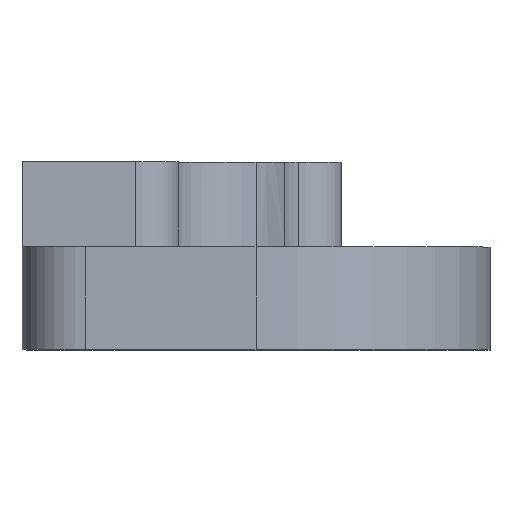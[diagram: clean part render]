
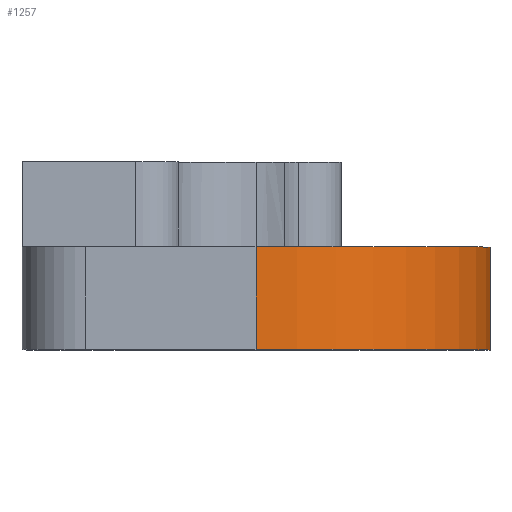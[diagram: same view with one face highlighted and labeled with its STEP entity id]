
A CAD part, top view. The second image highlights one B-rep face of the part: STEP entity #1257.
In plain terms, the highlighted cylindrical face has radius 11 mm (diameter 22 mm), a partial arc.
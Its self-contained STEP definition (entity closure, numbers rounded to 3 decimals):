
#102 = PLANE('',#103);
#103 = AXIS2_PLACEMENT_3D('',#104,#105,#106);
#104 = CARTESIAN_POINT('',(635.267,-230.997,
    15.238));
#105 = DIRECTION('',(0.,1.,0.));
#106 = DIRECTION('',(0.,0.,-1.));
#191 = PLANE('',#192);
#192 = AXIS2_PLACEMENT_3D('',#193,#194,#195);
#193 = CARTESIAN_POINT('',(635.267,-235.822,
    15.238));
#194 = DIRECTION('',(0.,1.,0.));
#195 = DIRECTION('',(0.,0.,-1.));
#676 = VERTEX_POINT('',#677);
#677 = CARTESIAN_POINT('',(635.267,-230.997,
    26.238));
#691 = PLANE('',#692);
#692 = AXIS2_PLACEMENT_3D('',#693,#694,#695);
#693 = CARTESIAN_POINT('',(635.267,-230.997,
    26.238));
#694 = DIRECTION('',(0.,0.,-1.));
#695 = DIRECTION('',(-1.,0.,0.));
#703 = EDGE_CURVE('',#676,#704,#706,.T.);
#704 = VERTEX_POINT('',#705);
#705 = CARTESIAN_POINT('',(646.267,-230.997,
    15.238));
#706 = SURFACE_CURVE('',#707,(#712,#719),.PCURVE_S1.);
#707 = CIRCLE('',#708,11.);
#708 = AXIS2_PLACEMENT_3D('',#709,#710,#711);
#709 = CARTESIAN_POINT('',(635.267,-230.997,
    15.238));
#710 = DIRECTION('',(0.,1.,0.));
#711 = DIRECTION('',(0.,0.,-1.));
#712 = PCURVE('',#102,#713);
#713 = DEFINITIONAL_REPRESENTATION('',(#714),#718);
#714 = CIRCLE('',#715,11.);
#715 = AXIS2_PLACEMENT_2D('',#716,#717);
#716 = CARTESIAN_POINT('',(0.,0.));
#717 = DIRECTION('',(1.,0.));
#718 = ( GEOMETRIC_REPRESENTATION_CONTEXT(2) 
PARAMETRIC_REPRESENTATION_CONTEXT() REPRESENTATION_CONTEXT('2D SPACE',''
  ) );
#719 = PCURVE('',#720,#725);
#720 = CYLINDRICAL_SURFACE('',#721,11.);
#721 = AXIS2_PLACEMENT_3D('',#722,#723,#724);
#722 = CARTESIAN_POINT('',(635.267,-230.997,
    15.238));
#723 = DIRECTION('',(0.,-1.,0.));
#724 = DIRECTION('',(0.,0.,1.));
#725 = DEFINITIONAL_REPRESENTATION('',(#726),#729);
#726 = B_SPLINE_CURVE_WITH_KNOTS('',1,(#727,#728),.UNSPECIFIED.,.F.,.F.,
  (2,2),(3.142,4.712),.PIECEWISE_BEZIER_KNOTS.);
#727 = CARTESIAN_POINT('',(6.283,0.));
#728 = CARTESIAN_POINT('',(4.712,0.));
#729 = ( GEOMETRIC_REPRESENTATION_CONTEXT(2) 
PARAMETRIC_REPRESENTATION_CONTEXT() REPRESENTATION_CONTEXT('2D SPACE',''
  ) );
#747 = PLANE('',#748);
#748 = AXIS2_PLACEMENT_3D('',#749,#750,#751);
#749 = CARTESIAN_POINT('',(646.267,-230.997,
    15.238));
#750 = DIRECTION('',(-1.,0.,0.));
#751 = DIRECTION('',(0.,0.,1.));
#1026 = EDGE_CURVE('',#1027,#1029,#1031,.T.);
#1027 = VERTEX_POINT('',#1028);
#1028 = CARTESIAN_POINT('',(635.267,-235.822,
    26.238));
#1029 = VERTEX_POINT('',#1030);
#1030 = CARTESIAN_POINT('',(646.267,-235.822,
    15.238));
#1031 = SURFACE_CURVE('',#1032,(#1037,#1044),.PCURVE_S1.);
#1032 = CIRCLE('',#1033,11.);
#1033 = AXIS2_PLACEMENT_3D('',#1034,#1035,#1036);
#1034 = CARTESIAN_POINT('',(635.267,-235.822,
    15.238));
#1035 = DIRECTION('',(0.,1.,0.));
#1036 = DIRECTION('',(0.,0.,-1.));
#1037 = PCURVE('',#191,#1038);
#1038 = DEFINITIONAL_REPRESENTATION('',(#1039),#1043);
#1039 = CIRCLE('',#1040,11.);
#1040 = AXIS2_PLACEMENT_2D('',#1041,#1042);
#1041 = CARTESIAN_POINT('',(0.,0.));
#1042 = DIRECTION('',(1.,0.));
#1043 = ( GEOMETRIC_REPRESENTATION_CONTEXT(2) 
PARAMETRIC_REPRESENTATION_CONTEXT() REPRESENTATION_CONTEXT('2D SPACE',''
  ) );
#1044 = PCURVE('',#720,#1045);
#1045 = DEFINITIONAL_REPRESENTATION('',(#1046),#1049);
#1046 = B_SPLINE_CURVE_WITH_KNOTS('',1,(#1047,#1048),.UNSPECIFIED.,.F.,
  .F.,(2,2),(3.142,4.712),.PIECEWISE_BEZIER_KNOTS.);
#1047 = CARTESIAN_POINT('',(6.283,4.825));
#1048 = CARTESIAN_POINT('',(4.712,4.825));
#1049 = ( GEOMETRIC_REPRESENTATION_CONTEXT(2) 
PARAMETRIC_REPRESENTATION_CONTEXT() REPRESENTATION_CONTEXT('2D SPACE',''
  ) );
#1257 = ADVANCED_FACE('',(#1258),#720,.T.);
#1258 = FACE_BOUND('',#1259,.T.);
#1259 = EDGE_LOOP('',(#1260,#1261,#1281,#1282));
#1260 = ORIENTED_EDGE('',*,*,#1026,.T.);
#1261 = ORIENTED_EDGE('',*,*,#1262,.F.);
#1262 = EDGE_CURVE('',#704,#1029,#1263,.T.);
#1263 = SURFACE_CURVE('',#1264,(#1268,#1274),.PCURVE_S1.);
#1264 = LINE('',#1265,#1266);
#1265 = CARTESIAN_POINT('',(646.267,-230.997,
    15.238));
#1266 = VECTOR('',#1267,1.);
#1267 = DIRECTION('',(0.,-1.,0.));
#1268 = PCURVE('',#720,#1269);
#1269 = DEFINITIONAL_REPRESENTATION('',(#1270),#1273);
#1270 = B_SPLINE_CURVE_WITH_KNOTS('',1,(#1271,#1272),.UNSPECIFIED.,.F.,
  .F.,(2,2),(0.,4.825),.PIECEWISE_BEZIER_KNOTS.);
#1271 = CARTESIAN_POINT('',(4.712,0.));
#1272 = CARTESIAN_POINT('',(4.712,4.825));
#1273 = ( GEOMETRIC_REPRESENTATION_CONTEXT(2) 
PARAMETRIC_REPRESENTATION_CONTEXT() REPRESENTATION_CONTEXT('2D SPACE',''
  ) );
#1274 = PCURVE('',#747,#1275);
#1275 = DEFINITIONAL_REPRESENTATION('',(#1276),#1280);
#1276 = LINE('',#1277,#1278);
#1277 = CARTESIAN_POINT('',(0.,0.));
#1278 = VECTOR('',#1279,1.);
#1279 = DIRECTION('',(0.,-1.));
#1280 = ( GEOMETRIC_REPRESENTATION_CONTEXT(2) 
PARAMETRIC_REPRESENTATION_CONTEXT() REPRESENTATION_CONTEXT('2D SPACE',''
  ) );
#1281 = ORIENTED_EDGE('',*,*,#703,.F.);
#1282 = ORIENTED_EDGE('',*,*,#1283,.T.);
#1283 = EDGE_CURVE('',#676,#1027,#1284,.T.);
#1284 = SURFACE_CURVE('',#1285,(#1289,#1295),.PCURVE_S1.);
#1285 = LINE('',#1286,#1287);
#1286 = CARTESIAN_POINT('',(635.267,-230.997,
    26.238));
#1287 = VECTOR('',#1288,1.);
#1288 = DIRECTION('',(0.,-1.,0.));
#1289 = PCURVE('',#720,#1290);
#1290 = DEFINITIONAL_REPRESENTATION('',(#1291),#1294);
#1291 = B_SPLINE_CURVE_WITH_KNOTS('',1,(#1292,#1293),.UNSPECIFIED.,.F.,
  .F.,(2,2),(0.,4.825),.PIECEWISE_BEZIER_KNOTS.);
#1292 = CARTESIAN_POINT('',(6.283,0.));
#1293 = CARTESIAN_POINT('',(6.283,4.825));
#1294 = ( GEOMETRIC_REPRESENTATION_CONTEXT(2) 
PARAMETRIC_REPRESENTATION_CONTEXT() REPRESENTATION_CONTEXT('2D SPACE',''
  ) );
#1295 = PCURVE('',#691,#1296);
#1296 = DEFINITIONAL_REPRESENTATION('',(#1297),#1301);
#1297 = LINE('',#1298,#1299);
#1298 = CARTESIAN_POINT('',(0.,0.));
#1299 = VECTOR('',#1300,1.);
#1300 = DIRECTION('',(0.,-1.));
#1301 = ( GEOMETRIC_REPRESENTATION_CONTEXT(2) 
PARAMETRIC_REPRESENTATION_CONTEXT() REPRESENTATION_CONTEXT('2D SPACE',''
  ) );
